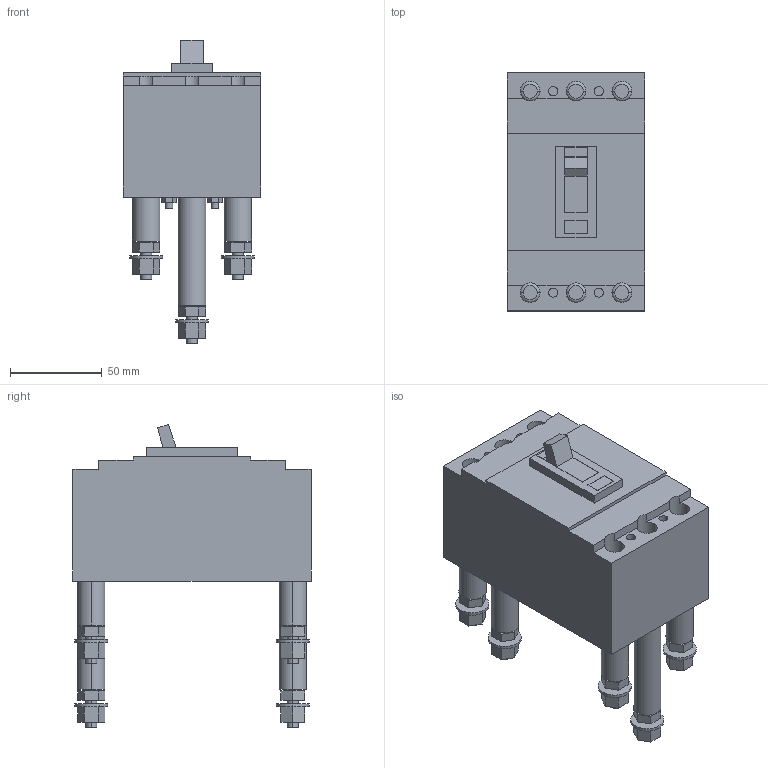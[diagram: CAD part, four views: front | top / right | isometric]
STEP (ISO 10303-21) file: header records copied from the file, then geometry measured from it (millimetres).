
FILE_DESCRIPTION(('CoCreate Modeling STEP Export'),'2;1');
FILE_NAME('Ｅ１００ＳＦ３Ｒ(1０－５０Ａ).stp','2016-03-30T15:07:20',(''),(''),'CoCreate Modeling STEP processor for AP214 (Solid Model)','CoCreate Modeling 17.0 01-Apr-2010 (C) Parametric Technology GmbH','');
FILE_SCHEMA(('AUTOMOTIVE_DESIGN { 1 0 10303 214 1 1 1 1 }'));
Length unit declared in the file: millimetre
Products named in the file (10): P5.5; P4.4; P6; P6.2; P3; P7.4; P4.2; P2; P1; Ｅ１００ＳＦ３Ｒ(1０－５０Ａ)

Assembly tree (33 placements, depth 2):
  Ｅ１００ＳＦ３Ｒ(1０－５０Ａ)

    P6.2  x2
    P4.2  x2
    P2  x4
    P5.5  x6
    P3  x4
    P7.4  x6
    P1
    P6  x4
    P4.4  x4
Bounding box: 75 x 130 x 165.54 mm (x, y, z)
Volume: 688448.8 mm3; surface area: 102801.1 mm2
Topology: 33 solids, 33 shells, 409 faces, 926 edges, 612 vertices
Faces by surface type: plane 237, cylinder 160, torus 12
Entity records: 4860 total; most frequent: ORIENTED_EDGE 812, CARTESIAN_POINT 741, DIRECTION 712, EDGE_CURVE 406, VERTEX_POINT 268, AXIS2_PLACEMENT_3D 239, VECTOR 234, LINE 234
